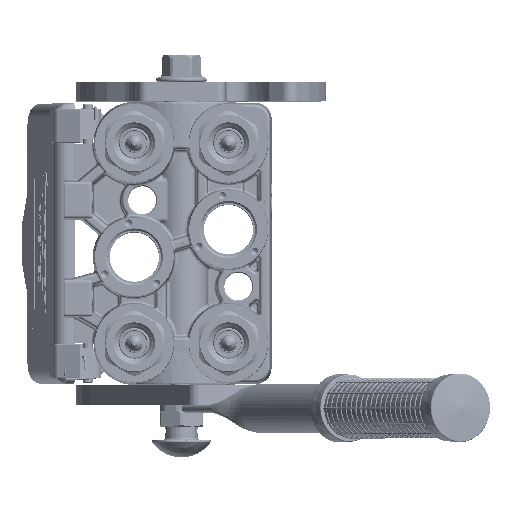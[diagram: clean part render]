
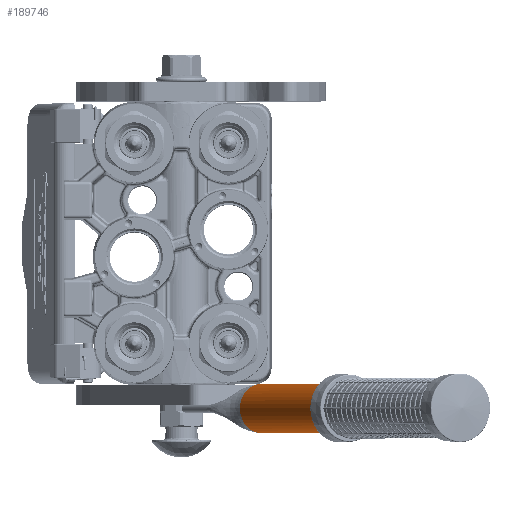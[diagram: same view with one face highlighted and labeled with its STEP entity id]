
A CAD part, top view. The second image highlights one B-rep face of the part: STEP entity #189746.
In plain terms, the highlighted cylindrical face has radius 12.5 mm (diameter 25 mm), a partial arc.
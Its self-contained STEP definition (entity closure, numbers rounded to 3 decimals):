
#7921 = EDGE_CURVE ( 'NONE', #22940, #262372, #218782, .T. ) ;
#8499 = CARTESIAN_POINT ( 'NONE',  ( -12.452, 0.083, 1.1 ) ) ;
#9561 = CIRCLE ( 'NONE', #263405, 12.5 ) ;
#13188 = CARTESIAN_POINT ( 'NONE',  ( 12.486, 0.195, 0.586 ) ) ;
#14054 = CARTESIAN_POINT ( 'NONE',  ( 12.426, 0., 1.36 ) ) ;
#16694 = CARTESIAN_POINT ( 'NONE',  ( 12.499, 0.235, 0.221 ) ) ;
#18571 = ORIENTED_EDGE ( 'NONE', *, *, #166634, .T. ) ;
#21904 = CIRCLE ( 'NONE', #114639, 12.5 ) ;
#22940 = VERTEX_POINT ( 'NONE', #240227 ) ;
#23466 = EDGE_CURVE ( 'NONE', #262372, #67500, #9561, .T. ) ;
#28941 = CARTESIAN_POINT ( 'NONE',  ( -12.464, 0.121, 0.953 ) ) ;
#29402 = ORIENTED_EDGE ( 'NONE', *, *, #7921, .F. ) ;
#29839 = CARTESIAN_POINT ( 'NONE',  ( -12.5, 0.24, 0. ) ) ;
#33610 = CARTESIAN_POINT ( 'NONE',  ( 12.484, 0.186, 0.638 ) ) ;
#48597 = EDGE_CURVE ( 'NONE', #92425, #118428, #254952, .T. ) ;
#50228 = EDGE_LOOP ( 'NONE', ( #251762, #224997, #29402, #142372, #18571, #99917, #52131 ) ) ;
#50278 = CARTESIAN_POINT ( 'NONE',  ( -12.461, 0.114, 0.981 ) ) ;
#51183 = CARTESIAN_POINT ( 'NONE',  ( -12.471, 0.146, 0.847 ) ) ;
#51448 = DIRECTION ( 'NONE',  ( -0.994, 0., 0.109 ) ) ;
#52131 = ORIENTED_EDGE ( 'NONE', *, *, #48597, .F. ) ;
#67500 = VERTEX_POINT ( 'NONE', #89361 ) ;
#70739 = CARTESIAN_POINT ( 'NONE',  ( -12.5, 0.24, 0.216 ) ) ;
#74262 = CARTESIAN_POINT ( 'NONE',  ( 12.5, 0.24, 0. ) ) ;
#74533 = CARTESIAN_POINT ( 'NONE',  ( 12.488, 0.202, 0.541 ) ) ;
#77155 = CARTESIAN_POINT ( 'NONE',  ( 0., 0., 0. ) ) ;
#78036 = CARTESIAN_POINT ( 'NONE',  ( 12.494, 0.22, 0.394 ) ) ;
#79255 = VERTEX_POINT ( 'NONE', #223990 ) ;
#85563 = VECTOR ( 'NONE', #93853, 1000. ) ;
#86753 = CIRCLE ( 'NONE', #97093, 12.5 ) ;
#89361 = CARTESIAN_POINT ( 'NONE',  ( 12.5, 198., 0. ) ) ;
#91285 = VERTEX_POINT ( 'NONE', #115786 ) ;
#91961 = LINE ( 'NONE', #74262, #85563 ) ;
#92425 = VERTEX_POINT ( 'NONE', #239797 ) ;
#93853 = DIRECTION ( 'NONE',  ( 0., 1., 0. ) ) ;
#95006 = CARTESIAN_POINT ( 'NONE',  ( 12.482, 0.18, 0.676 ) ) ;
#95885 = CARTESIAN_POINT ( 'NONE',  ( 12.456, 0.096, 1.087 ) ) ;
#97093 = AXIS2_PLACEMENT_3D ( 'NONE', #255333, #196592, #51448 ) ;
#97108 = CARTESIAN_POINT ( 'NONE',  ( -12.5, 0.24, 0. ) ) ;
#97673 = DIRECTION ( 'NONE',  ( 0., 1., 0. ) ) ;
#99917 = ORIENTED_EDGE ( 'NONE', *, *, #254708, .T. ) ;
#102789 = CYLINDRICAL_SURFACE ( 'NONE', #190421, 12.5 ) ;
#110840 = CARTESIAN_POINT ( 'NONE',  ( -12.478, 0.167, 0.748 ) ) ;
#114639 = AXIS2_PLACEMENT_3D ( 'NONE', #77155, #97673, #256104 ) ;
#115786 = CARTESIAN_POINT ( 'NONE',  ( 0., 0., 12.5 ) ) ;
#116230 = CARTESIAN_POINT ( 'NONE',  ( 0., 0., 0. ) ) ;
#117201 = DIRECTION ( 'NONE',  ( -1., 0., 0. ) ) ;
#118428 = VERTEX_POINT ( 'NONE', #243761 ) ;
#135176 = CARTESIAN_POINT ( 'NONE',  ( 12.492, 0.214, 0.452 ) ) ;
#136045 = CARTESIAN_POINT ( 'NONE',  ( 12.481, 0.178, 0.688 ) ) ;
#137883 = FACE_OUTER_BOUND ( 'NONE', #50228, .T. ) ;
#142372 = ORIENTED_EDGE ( 'NONE', *, *, #234350, .F. ) ;
#151851 = CARTESIAN_POINT ( 'NONE',  ( -12.494, 0.221, 0.449 ) ) ;
#155983 = DIRECTION ( 'NONE',  ( 0., 1., 0. ) ) ;
#158734 = EDGE_CURVE ( 'NONE', #92425, #67500, #91961, .T. ) ;
#160024 = DIRECTION ( 'NONE',  ( 0., 1., 0. ) ) ;
#166634 = EDGE_CURVE ( 'NONE', #79255, #91285, #21904, .T. ) ;
#171498 = CARTESIAN_POINT ( 'NONE',  ( -12.466, 0.127, 0.927 ) ) ;
#189746 = ADVANCED_FACE ( 'NONE', ( #137883 ), #102789, .T. ) ;
#190421 = AXIS2_PLACEMENT_3D ( 'NONE', #116230, #258729, #218691 ) ;
#191987 = CARTESIAN_POINT ( 'NONE',  ( -12.468, 0.136, 0.889 ) ) ;
#192844 = CARTESIAN_POINT ( 'NONE',  ( -12.466, 0.13, 0.917 ) ) ;
#193711 = CARTESIAN_POINT ( 'NONE',  ( -12.426, 0., 1.36 ) ) ;
#196582 = VECTOR ( 'NONE', #155983, 1000. ) ;
#196592 = DIRECTION ( 'NONE',  ( 0., 1., 0. ) ) ;
#196619 = CARTESIAN_POINT ( 'NONE',  ( 12.5, 0.24, 0. ) ) ;
#212412 = CARTESIAN_POINT ( 'NONE',  ( -12.474, 0.155, 0.804 ) ) ;
#217074 = CARTESIAN_POINT ( 'NONE',  ( 12.482, 0.182, 0.665 ) ) ;
#217961 = CARTESIAN_POINT ( 'NONE',  ( 12.472, 0.146, 0.859 ) ) ;
#218691 = DIRECTION ( 'NONE',  ( 1., 0., 0. ) ) ;
#218782 = LINE ( 'NONE', #97108, #196582 ) ;
#219697 = CARTESIAN_POINT ( 'NONE',  ( 12.5, 0.24, 0.108 ) ) ;
#223990 = CARTESIAN_POINT ( 'NONE',  ( -12.426, 0., 1.36 ) ) ;
#224997 = ORIENTED_EDGE ( 'NONE', *, *, #23466, .F. ) ;
#231895 = CARTESIAN_POINT ( 'NONE',  ( -12.441, 0.049, 1.219 ) ) ;
#233685 = CARTESIAN_POINT ( 'NONE',  ( -12.467, 0.131, 0.91 ) ) ;
#234350 = EDGE_CURVE ( 'NONE', #79255, #22940, #246853, .T. ) ;
#239797 = CARTESIAN_POINT ( 'NONE',  ( 12.5, 0.24, 0. ) ) ;
#240227 = CARTESIAN_POINT ( 'NONE',  ( -12.5, 0.24, 0. ) ) ;
#243761 = CARTESIAN_POINT ( 'NONE',  ( 12.426, 0., 1.36 ) ) ;
#244337 = CARTESIAN_POINT ( 'NONE',  ( -12.5, 198., 0. ) ) ;
#246853 = B_SPLINE_CURVE_WITH_KNOTS ( 'NONE', 3,
 ( #193711, #231895, #8499, #50278, #28941, #171498, #192844, #233685, #191987, #51183, #212412, #110840, #253275, #151851, #70739, #29839 ),
 .UNSPECIFIED., .F., .F.,
 ( 4, 2, 1, 2, 2, 1, 2, 2, 4 ),
 ( 0., 0.25, 0.312, 0.328, 0.344, 0.375, 0.437, 0.5, 1. ),
 .UNSPECIFIED. ) ;
#251762 = ORIENTED_EDGE ( 'NONE', *, *, #158734, .T. ) ;
#253275 = CARTESIAN_POINT ( 'NONE',  ( -12.479, 0.172, 0.721 ) ) ;
#254708 = EDGE_CURVE ( 'NONE', #91285, #118428, #86753, .T. ) ;
#254952 = B_SPLINE_CURVE_WITH_KNOTS ( 'NONE', 3,
 ( #196619, #219697, #16694, #78036, #135176, #74533, #13188, #33610, #217074, #95006, #257981, #136045, #217961, #95885, #14054 ),
 .UNSPECIFIED., .F., .F.,
 ( 4, 2, 2, 1, 1, 1, 2, 2, 4 ),
 ( 0., 0.25, 0.375, 0.437, 0.469, 0.484, 0.492, 0.5, 1. ),
 .UNSPECIFIED. ) ;
#255333 = CARTESIAN_POINT ( 'NONE',  ( 0., 0., 0. ) ) ;
#256104 = DIRECTION ( 'NONE',  ( -0.994, 0., 0.109 ) ) ;
#257981 = CARTESIAN_POINT ( 'NONE',  ( 12.481, 0.178, 0.683 ) ) ;
#258729 = DIRECTION ( 'NONE',  ( 0., -1., 0. ) ) ;
#262332 = CARTESIAN_POINT ( 'NONE',  ( 0., 198., 0. ) ) ;
#262372 = VERTEX_POINT ( 'NONE', #244337 ) ;
#263405 = AXIS2_PLACEMENT_3D ( 'NONE', #262332, #160024, #117201 ) ;
